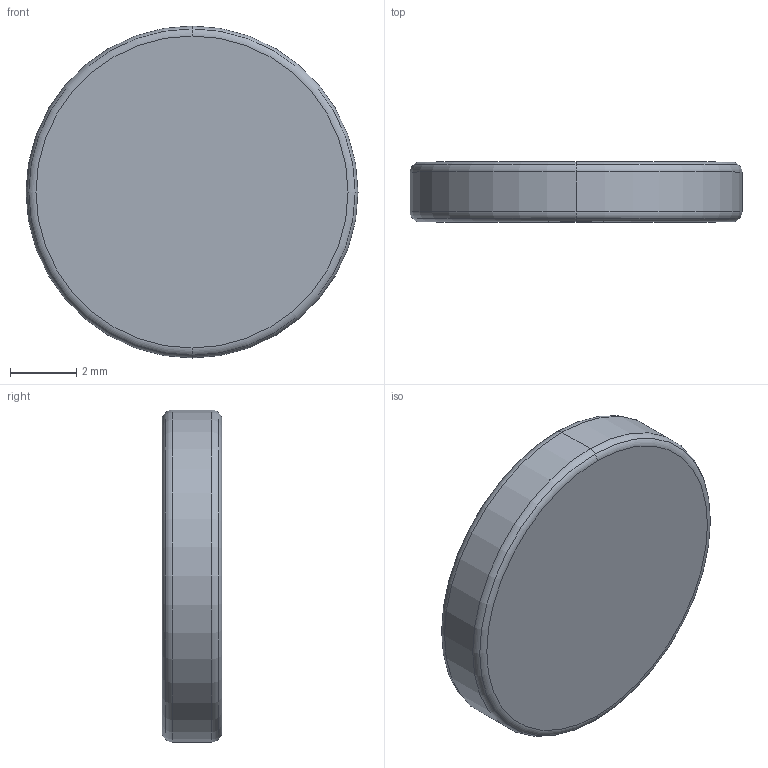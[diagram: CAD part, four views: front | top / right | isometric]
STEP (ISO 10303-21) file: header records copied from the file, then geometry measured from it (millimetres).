
FILE_DESCRIPTION((''),'2;1');
FILE_NAME('CAD-8511','2022-08-04T08:43:06',('creinig-se'),(''),'CREO PARAMETRIC BY PTC INC, 2019292','CREO PARAMETRIC BY PTC INC, 2019292','');
FILE_SCHEMA(('CONFIG_CONTROL_DESIGN','SHAPE_APPEARANCE_LAYERS_GROUPS'));
Length unit declared in the file: millimetre
Products named in the file (1): CAD-8511
Bounding box: 10 x 1.8 x 10 mm (x, y, z)
Volume: 140.2 mm3; surface area: 205.5 mm2
Topology: 1 solids, 1 shells, 12 faces, 22 edges, 12 vertices
Faces by surface type: torus 8, cylinder 2, plane 2
Entity records: 449 total; most frequent: DIRECTION 66, CARTESIAN_POINT 46, ORIENTED_EDGE 44, AXIS2_PLACEMENT_3D 32, COLOUR_RGB 32, PRESENTATION_STYLE_ASSIGNMENT 23, STYLED_ITEM 23, CURVE_STYLE 22
